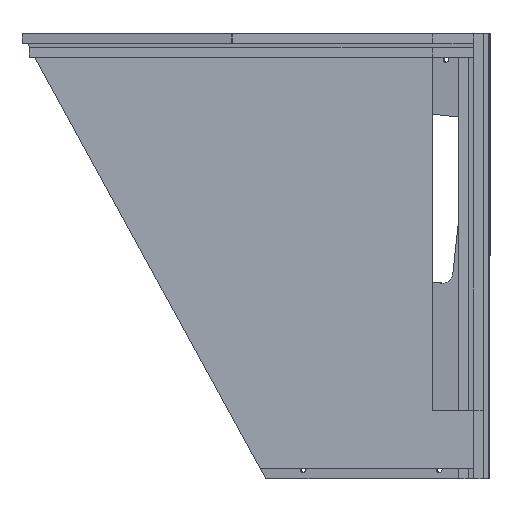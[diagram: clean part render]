
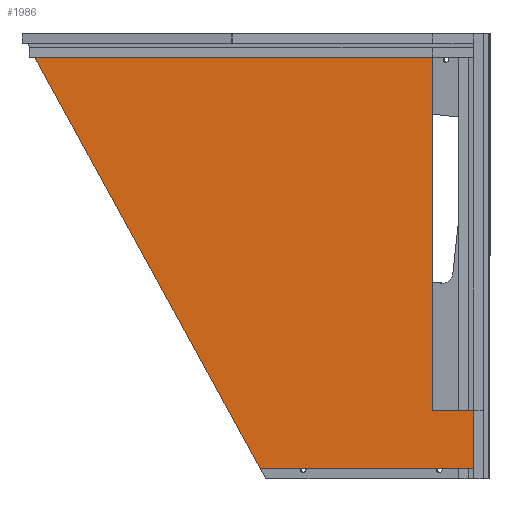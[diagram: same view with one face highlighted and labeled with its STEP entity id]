
A CAD part, front view. The second image highlights one B-rep face of the part: STEP entity #1986.
In plain terms, the highlighted planar face has unit normal (0, -1, 0).
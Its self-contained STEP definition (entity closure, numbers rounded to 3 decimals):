
#224=FACE_OUTER_BOUND('',#340,.T.);
#340=EDGE_LOOP('',(#1601,#1602,#1603,#1604,#1605,#1606));
#526=LINE('',#3159,#758);
#530=LINE('',#3167,#762);
#533=LINE('',#3173,#765);
#536=LINE('',#3179,#768);
#539=LINE('',#3185,#771);
#542=LINE('',#3190,#774);
#758=VECTOR('',#2586,10.);
#762=VECTOR('',#2592,10.);
#765=VECTOR('',#2597,10.);
#768=VECTOR('',#2602,10.);
#771=VECTOR('',#2607,10.);
#774=VECTOR('',#2612,10.);
#957=VERTEX_POINT('',#3157);
#958=VERTEX_POINT('',#3158);
#961=VERTEX_POINT('',#3166);
#963=VERTEX_POINT('',#3172);
#965=VERTEX_POINT('',#3178);
#967=VERTEX_POINT('',#3184);
#1178=EDGE_CURVE('',#957,#958,#526,.T.);
#1182=EDGE_CURVE('',#961,#958,#530,.T.);
#1185=EDGE_CURVE('',#963,#961,#533,.T.);
#1188=EDGE_CURVE('',#965,#963,#536,.T.);
#1191=EDGE_CURVE('',#967,#965,#539,.T.);
#1194=EDGE_CURVE('',#967,#957,#542,.T.);
#1601=ORIENTED_EDGE('',*,*,#1194,.T.);
#1602=ORIENTED_EDGE('',*,*,#1178,.T.);
#1603=ORIENTED_EDGE('',*,*,#1182,.F.);
#1604=ORIENTED_EDGE('',*,*,#1185,.F.);
#1605=ORIENTED_EDGE('',*,*,#1188,.F.);
#1606=ORIENTED_EDGE('',*,*,#1191,.F.);
#1888=PLANE('',#2234);
#1986=ADVANCED_FACE('',(#224),#1888,.T.);
#2234=AXIS2_PLACEMENT_3D('',#3192,#2614,#2615);
#2586=DIRECTION('',(0.,0.,1.));
#2592=DIRECTION('',(1.,0.,0.));
#2597=DIRECTION('',(-0.48,0.,0.877));
#2602=DIRECTION('',(-1.,0.,0.));
#2607=DIRECTION('',(0.,0.,-1.));
#2612=DIRECTION('',(-1.,0.,0.));
#2614=DIRECTION('center_axis',(0.,-1.,0.));
#2615=DIRECTION('ref_axis',(1.,0.,0.));
#3157=CARTESIAN_POINT('',(-51.891,177.958,954.705));
#3158=CARTESIAN_POINT('',(-51.891,177.958,1313.063));
#3159=CARTESIAN_POINT('',(-51.891,177.958,954.705));
#3166=CARTESIAN_POINT('',(-455.462,177.958,1313.063));
#3167=CARTESIAN_POINT('',(-460.939,177.958,1313.063));
#3172=CARTESIAN_POINT('',(-226.528,177.958,895.064));
#3173=CARTESIAN_POINT('',(-226.528,177.958,895.064));
#3178=CARTESIAN_POINT('',(-10.033,177.958,895.064));
#3179=CARTESIAN_POINT('',(-10.033,177.958,895.064));
#3184=CARTESIAN_POINT('',(-10.033,177.958,954.705));
#3185=CARTESIAN_POINT('',(-10.033,177.958,1323.063));
#3190=CARTESIAN_POINT('',(14.343,177.958,954.705));
#3192=CARTESIAN_POINT('Origin',(-232.748,177.958,1104.063));
